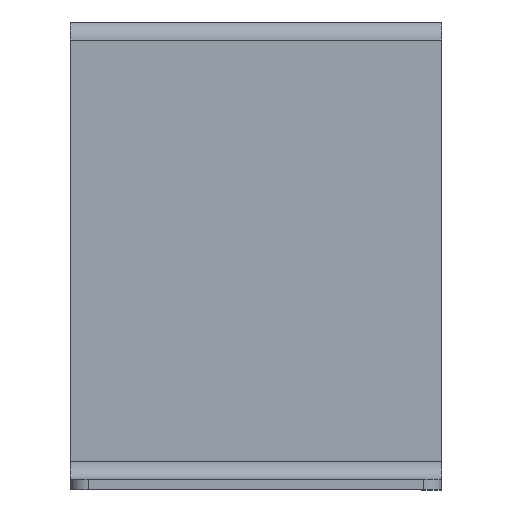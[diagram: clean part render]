
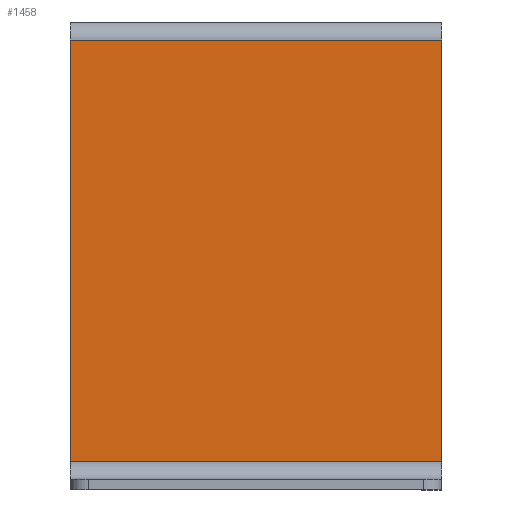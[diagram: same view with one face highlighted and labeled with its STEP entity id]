
A CAD part, front view. The second image highlights one B-rep face of the part: STEP entity #1458.
In plain terms, the highlighted planar face has unit normal (0, -1, 0).
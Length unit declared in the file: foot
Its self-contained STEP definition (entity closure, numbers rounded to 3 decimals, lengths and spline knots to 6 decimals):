
#89=FACE_OUTER_BOUND('',#175,.T.);
#175=EDGE_LOOP('',(#1151,#1152,#1153,#1154));
#242=LINE('',#2193,#387);
#246=LINE('',#2206,#391);
#315=LINE('',#2442,#460);
#316=LINE('',#2444,#461);
#387=VECTOR('',#1737,1.);
#391=VECTOR('',#1747,1.);
#460=VECTOR('',#1952,1.);
#461=VECTOR('',#1955,1.);
#613=VERTEX_POINT('',#2190);
#614=VERTEX_POINT('',#2192);
#619=VERTEX_POINT('',#2203);
#620=VERTEX_POINT('',#2205);
#759=EDGE_CURVE('',#613,#614,#242,.T.);
#765=EDGE_CURVE('',#619,#620,#246,.T.);
#885=EDGE_CURVE('',#620,#613,#315,.T.);
#886=EDGE_CURVE('',#619,#614,#316,.T.);
#1151=ORIENTED_EDGE('',*,*,#759,.F.);
#1152=ORIENTED_EDGE('',*,*,#885,.F.);
#1153=ORIENTED_EDGE('',*,*,#765,.F.);
#1154=ORIENTED_EDGE('',*,*,#886,.T.);
#1413=PLANE('',#1638);
#1458=ADVANCED_FACE('',(#89),#1413,.T.);
#1638=AXIS2_PLACEMENT_3D('',#2443,#1953,#1954);
#1737=DIRECTION('',(0.,0.,-1.));
#1747=DIRECTION('',(0.,0.,1.));
#1952=DIRECTION('',(1.,0.,0.));
#1953=DIRECTION('center_axis',(0.,-1.,0.));
#1954=DIRECTION('ref_axis',(-1.,0.,0.));
#1955=DIRECTION('',(1.,0.,0.));
#2190=CARTESIAN_POINT('',(0.1075,-0.083073,0.051753));
#2192=CARTESIAN_POINT('',(0.1075,-0.083073,-0.191788));
#2193=CARTESIAN_POINT('',(0.1075,-0.083073,0.051753));
#2203=CARTESIAN_POINT('',(-0.1075,-0.083073,-0.191788));
#2205=CARTESIAN_POINT('',(-0.1075,-0.083073,0.051753));
#2206=CARTESIAN_POINT('',(-0.1075,-0.083073,-0.191788));
#2442=CARTESIAN_POINT('',(0.1075,-0.083073,0.051753));
#2443=CARTESIAN_POINT('Origin',(0.1075,-0.083073,0.051753));
#2444=CARTESIAN_POINT('',(0.1075,-0.083073,-0.191788));
